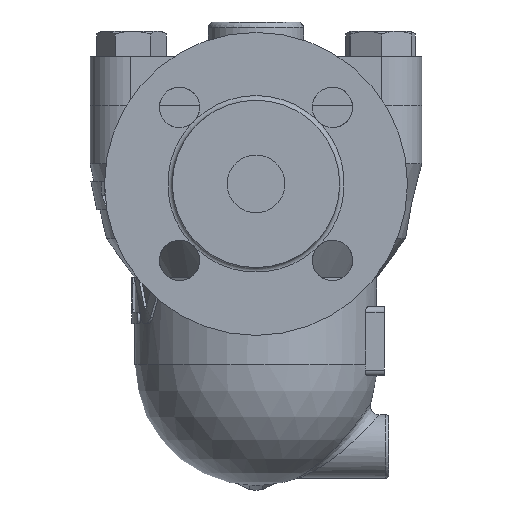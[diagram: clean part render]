
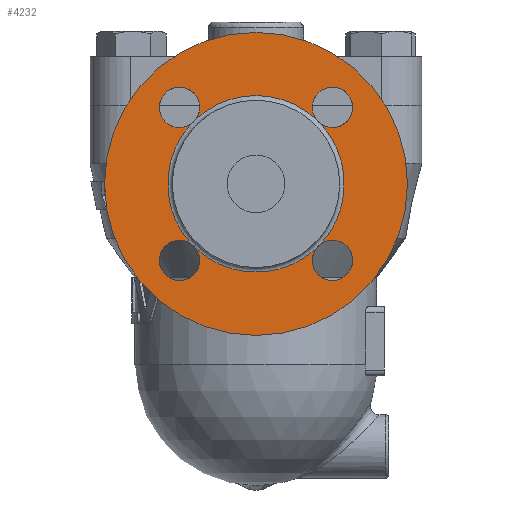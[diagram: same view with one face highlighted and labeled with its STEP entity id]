
A CAD part, left-side view. The second image highlights one B-rep face of the part: STEP entity #4232.
In plain terms, the highlighted planar face has unit normal (-1, 0, 0).
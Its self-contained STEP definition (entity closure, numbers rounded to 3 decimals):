
#532=PLANE('',#4567);
#800=FACE_BOUND('',#1320,.T.);
#997=FACE_OUTER_BOUND('',#1319,.T.);
#1319=EDGE_LOOP('',(#3026));
#1320=EDGE_LOOP('',(#3027,#3028,#3029,#3030,#3031,#3032,#3033,#3034));
#1645=CIRCLE('',#4524,30.6);
#1646=CIRCLE('',#4525,30.6);
#1647=CIRCLE('',#4526,30.6);
#1648=CIRCLE('',#4527,30.6);
#1658=CIRCLE('',#4541,52.5);
#1665=CIRCLE('',#4554,7.);
#1666=CIRCLE('',#4556,7.);
#1667=CIRCLE('',#4558,7.);
#1668=CIRCLE('',#4560,7.);
#1883=VERTEX_POINT('',#6346);
#1884=VERTEX_POINT('',#6347);
#1885=VERTEX_POINT('',#6356);
#1886=VERTEX_POINT('',#6358);
#1887=VERTEX_POINT('',#6367);
#1888=VERTEX_POINT('',#6369);
#1889=VERTEX_POINT('',#6378);
#1890=VERTEX_POINT('',#6380);
#1900=VERTEX_POINT('',#6412);
#2312=EDGE_CURVE('',#1883,#1885,#1645,.T.);
#2314=EDGE_CURVE('',#1886,#1887,#1646,.T.);
#2316=EDGE_CURVE('',#1888,#1889,#1647,.T.);
#2318=EDGE_CURVE('',#1890,#1884,#1648,.T.);
#2328=EDGE_CURVE('',#1900,#1900,#1658,.T.);
#2335=EDGE_CURVE('',#1890,#1889,#1665,.T.);
#2336=EDGE_CURVE('',#1888,#1887,#1666,.T.);
#2337=EDGE_CURVE('',#1886,#1885,#1667,.T.);
#2338=EDGE_CURVE('',#1883,#1884,#1668,.T.);
#3026=ORIENTED_EDGE('',*,*,#2328,.T.);
#3027=ORIENTED_EDGE('',*,*,#2318,.F.);
#3028=ORIENTED_EDGE('',*,*,#2335,.T.);
#3029=ORIENTED_EDGE('',*,*,#2316,.F.);
#3030=ORIENTED_EDGE('',*,*,#2336,.T.);
#3031=ORIENTED_EDGE('',*,*,#2314,.F.);
#3032=ORIENTED_EDGE('',*,*,#2337,.T.);
#3033=ORIENTED_EDGE('',*,*,#2312,.F.);
#3034=ORIENTED_EDGE('',*,*,#2338,.T.);
#4232=ADVANCED_FACE('',(#997,#800),#532,.T.);
#4524=AXIS2_PLACEMENT_3D('',#6357,#5081,#5082);
#4525=AXIS2_PLACEMENT_3D('',#6368,#5083,#5084);
#4526=AXIS2_PLACEMENT_3D('',#6379,#5085,#5086);
#4527=AXIS2_PLACEMENT_3D('',#6389,#5087,#5088);
#4541=AXIS2_PLACEMENT_3D('',#6413,#5115,#5116);
#4554=AXIS2_PLACEMENT_3D('',#6432,#5141,#5142);
#4556=AXIS2_PLACEMENT_3D('',#6434,#5145,#5146);
#4558=AXIS2_PLACEMENT_3D('',#6436,#5149,#5150);
#4560=AXIS2_PLACEMENT_3D('',#6438,#5153,#5154);
#4567=AXIS2_PLACEMENT_3D('',#6461,#5174,#5175);
#5081=DIRECTION('center_axis',(-1.,0.,0.));
#5082=DIRECTION('ref_axis',(0.,0.,
-1.));
#5083=DIRECTION('center_axis',(-1.,0.,0.));
#5084=DIRECTION('ref_axis',(0.,0.,
-1.));
#5085=DIRECTION('center_axis',(-1.,0.,0.));
#5086=DIRECTION('ref_axis',(0.,0.,
-1.));
#5087=DIRECTION('center_axis',(-1.,0.,0.));
#5088=DIRECTION('ref_axis',(0.,0.,
-1.));
#5115=DIRECTION('center_axis',(-1.,0.,0.));
#5116=DIRECTION('ref_axis',(0.,0.,1.));
#5141=DIRECTION('center_axis',(1.,0.,0.));
#5142=DIRECTION('ref_axis',(0.,-1.,0.));
#5145=DIRECTION('center_axis',(1.,0.,0.));
#5146=DIRECTION('ref_axis',(0.,0.,-1.));
#5149=DIRECTION('center_axis',(1.,0.,0.));
#5150=DIRECTION('ref_axis',(0.,1.,0.));
#5153=DIRECTION('center_axis',(1.,0.,0.));
#5154=DIRECTION('ref_axis',(0.,0.,1.));
#5174=DIRECTION('center_axis',(-1.,0.,0.));
#5175=DIRECTION('ref_axis',(0.,0.,1.));
#6346=CARTESIAN_POINT('',(-120.,-20.871,-4.623));
#6347=CARTESIAN_POINT('',(-120.,-22.377,-6.129));
#6356=CARTESIAN_POINT('',(-120.,20.871,-4.623));
#6357=CARTESIAN_POINT('Origin',(-120.,0.,-27.));
#6358=CARTESIAN_POINT('',(-120.,22.377,-6.129));
#6367=CARTESIAN_POINT('',(-120.,22.377,-47.871));
#6368=CARTESIAN_POINT('Origin',(-120.,0.,-27.));
#6369=CARTESIAN_POINT('',(-120.,20.871,-49.377));
#6378=CARTESIAN_POINT('',(-120.,-20.871,-49.377));
#6379=CARTESIAN_POINT('Origin',(-120.,0.,-27.));
#6380=CARTESIAN_POINT('',(-120.,-22.377,-47.871));
#6389=CARTESIAN_POINT('Origin',(-120.,0.,-27.));
#6412=CARTESIAN_POINT('',(-120.,0.,25.5));
#6413=CARTESIAN_POINT('Origin',(-120.,0.,-27.));
#6432=CARTESIAN_POINT('Origin',(-120.,-26.517,-53.517));
#6434=CARTESIAN_POINT('Origin',(-120.,26.517,-53.517));
#6436=CARTESIAN_POINT('Origin',(-120.,26.517,-0.483));
#6438=CARTESIAN_POINT('Origin',(-120.,-26.517,-0.483));
#6461=CARTESIAN_POINT('Origin',(-120.,0.,13.75));
